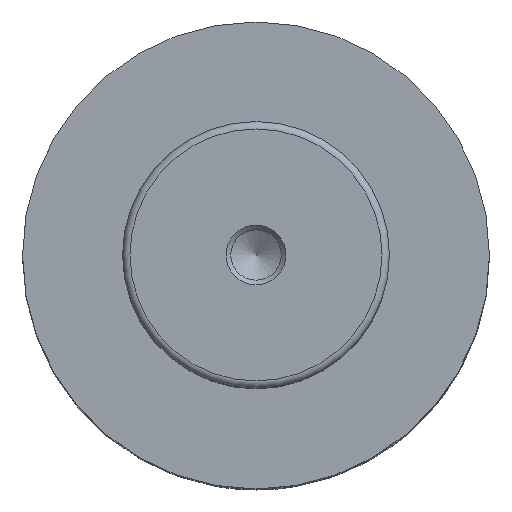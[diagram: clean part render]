
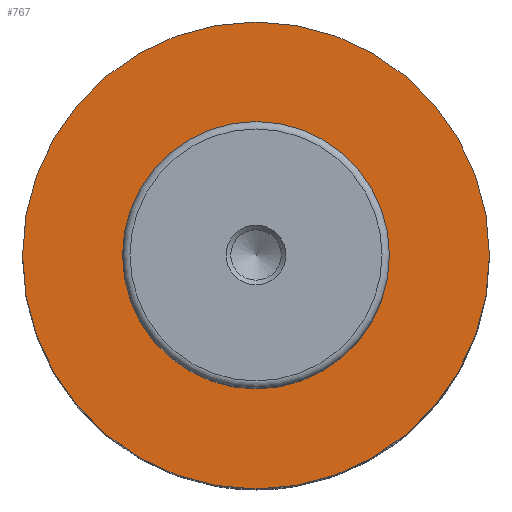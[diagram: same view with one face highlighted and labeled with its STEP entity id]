
A CAD part, top view. The second image highlights one B-rep face of the part: STEP entity #767.
In plain terms, the highlighted planar face has unit normal (0, 0, 1).
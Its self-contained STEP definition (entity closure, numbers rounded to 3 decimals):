
#19=FACE_BOUND('',#249,.T.);
#27=PLANE('',#882);
#202=FACE_OUTER_BOUND('',#248,.T.);
#248=EDGE_LOOP('',(#654,#655));
#249=EDGE_LOOP('',(#656,#657));
#311=CIRCLE('',#861,18.);
#312=CIRCLE('',#862,18.);
#313=CIRCLE('',#864,31.5);
#314=CIRCLE('',#865,31.5);
#370=VERTEX_POINT('',#1308);
#371=VERTEX_POINT('',#1309);
#372=VERTEX_POINT('',#1314);
#373=VERTEX_POINT('',#1316);
#463=EDGE_CURVE('',#370,#371,#311,.T.);
#464=EDGE_CURVE('',#371,#370,#312,.T.);
#467=EDGE_CURVE('',#372,#373,#313,.T.);
#468=EDGE_CURVE('',#373,#372,#314,.T.);
#654=ORIENTED_EDGE('',*,*,#468,.F.);
#655=ORIENTED_EDGE('',*,*,#467,.F.);
#656=ORIENTED_EDGE('',*,*,#463,.T.);
#657=ORIENTED_EDGE('',*,*,#464,.T.);
#767=ADVANCED_FACE('',(#202,#19),#27,.T.);
#861=AXIS2_PLACEMENT_3D('',#1310,#1028,#1029);
#862=AXIS2_PLACEMENT_3D('',#1311,#1030,#1031);
#864=AXIS2_PLACEMENT_3D('',#1317,#1036,#1037);
#865=AXIS2_PLACEMENT_3D('',#1318,#1038,#1039);
#882=AXIS2_PLACEMENT_3D('',#1346,#1075,#1076);
#1028=DIRECTION('center_axis',(0.,0.,-1.));
#1029=DIRECTION('ref_axis',(-1.,0.,0.));
#1030=DIRECTION('center_axis',(0.,0.,-1.));
#1031=DIRECTION('ref_axis',(-1.,0.,0.));
#1036=DIRECTION('center_axis',(0.,0.,-1.));
#1037=DIRECTION('ref_axis',(-1.,0.,0.));
#1038=DIRECTION('center_axis',(0.,0.,-1.));
#1039=DIRECTION('ref_axis',(-1.,0.,0.));
#1075=DIRECTION('center_axis',(0.,0.,1.));
#1076=DIRECTION('ref_axis',(1.,0.,0.));
#1308=CARTESIAN_POINT('',(-18.,0.,79.));
#1309=CARTESIAN_POINT('',(18.,0.,79.));
#1310=CARTESIAN_POINT('Origin',(0.,0.,79.));
#1311=CARTESIAN_POINT('Origin',(0.,0.,79.));
#1314=CARTESIAN_POINT('',(31.5,0.,79.));
#1316=CARTESIAN_POINT('',(-31.5,0.,79.));
#1317=CARTESIAN_POINT('Origin',(0.,0.,79.));
#1318=CARTESIAN_POINT('Origin',(0.,0.,79.));
#1346=CARTESIAN_POINT('Origin',(-26.,0.,79.));
